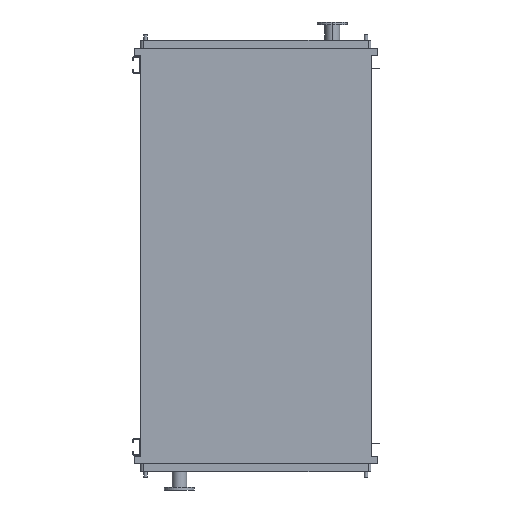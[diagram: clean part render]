
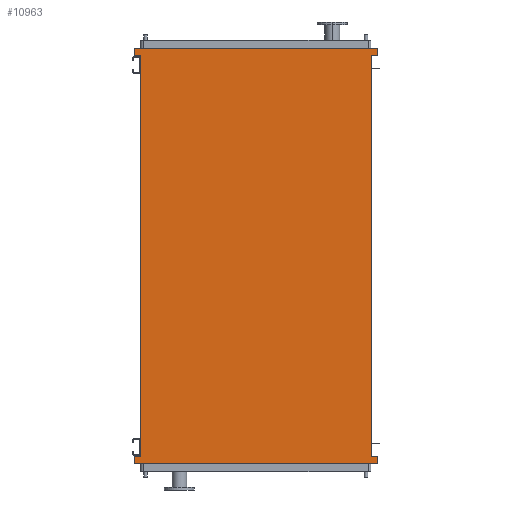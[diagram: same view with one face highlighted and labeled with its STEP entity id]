
A CAD part, front view. The second image highlights one B-rep face of the part: STEP entity #10963.
In plain terms, the highlighted planar face has unit normal (0, -1, 0).
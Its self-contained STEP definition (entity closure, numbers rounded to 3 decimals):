
#94 = CARTESIAN_POINT ( 'NONE',  ( 891., 0., 95. ) ) ;
#319 = DIRECTION ( 'NONE',  ( 0., 0., 1. ) ) ;
#334 = VECTOR ( 'NONE', #4283, 1000. ) ;
#423 = DIRECTION ( 'NONE',  ( 1., 0., 0. ) ) ;
#469 = CARTESIAN_POINT ( 'NONE',  ( 891., 0., -2893. ) ) ;
#482 = VECTOR ( 'NONE', #8309, 1000. ) ;
#632 = LINE ( 'NONE', #469, #9272 ) ;
#765 = EDGE_CURVE ( 'NONE', #3900, #4551, #632, .T. ) ;
#817 = VECTOR ( 'NONE', #319, 1000. ) ;
#964 = CARTESIAN_POINT ( 'NONE',  ( 845., 0., -2850. ) ) ;
#1186 = CARTESIAN_POINT ( 'NONE',  ( -891., 0., 95. ) ) ;
#1274 = LINE ( 'NONE', #2119, #5510 ) ;
#1358 = CARTESIAN_POINT ( 'NONE',  ( 891., 0., -2945. ) ) ;
#1414 = VERTEX_POINT ( 'NONE', #1807 ) ;
#1442 = CARTESIAN_POINT ( 'NONE',  ( -891., 0., -2945. ) ) ;
#1451 = LINE ( 'NONE', #4892, #482 ) ;
#1481 = CARTESIAN_POINT ( 'NONE',  ( 891., 0., 43. ) ) ;
#1750 = VECTOR ( 'NONE', #6766, 1000. ) ;
#1807 = CARTESIAN_POINT ( 'NONE',  ( 845., 0., -2893. ) ) ;
#1861 = EDGE_CURVE ( 'NONE', #8314, #9952, #9207, .T. ) ;
#1934 = DIRECTION ( 'NONE',  ( 0., 0., 1. ) ) ;
#2119 = CARTESIAN_POINT ( 'NONE',  ( 845., 0., -2893. ) ) ;
#2120 = ORIENTED_EDGE ( 'NONE', *, *, #1861, .F. ) ;
#2232 = DIRECTION ( 'NONE',  ( 0., 0., 1. ) ) ;
#2371 = LINE ( 'NONE', #9185, #7819 ) ;
#2404 = ORIENTED_EDGE ( 'NONE', *, *, #8492, .F. ) ;
#2634 = FACE_OUTER_BOUND ( 'NONE', #3988, .T. ) ;
#2713 = ORIENTED_EDGE ( 'NONE', *, *, #7391, .F. ) ;
#2835 = VECTOR ( 'NONE', #2232, 1000. ) ;
#3006 = EDGE_CURVE ( 'NONE', #1414, #4665, #5433, .T. ) ;
#3181 = CARTESIAN_POINT ( 'NONE',  ( 845., 0., 43. ) ) ;
#3417 = EDGE_CURVE ( 'NONE', #8700, #9732, #1451, .T. ) ;
#3634 = ORIENTED_EDGE ( 'NONE', *, *, #765, .F. ) ;
#3813 = ORIENTED_EDGE ( 'NONE', *, *, #5288, .F. ) ;
#3900 = VERTEX_POINT ( 'NONE', #10828 ) ;
#3988 = EDGE_LOOP ( 'NONE', ( #9089, #9761, #2120, #10661, #3813, #4386, #8428, #2404, #2713, #7607, #3634, #8713 ) ) ;
#4077 = VECTOR ( 'NONE', #1934, 1000. ) ;
#4106 = EDGE_CURVE ( 'NONE', #4551, #4639, #5805, .T. ) ;
#4283 = DIRECTION ( 'NONE',  ( 0., 0., 1. ) ) ;
#4386 = ORIENTED_EDGE ( 'NONE', *, *, #3417, .F. ) ;
#4494 = LINE ( 'NONE', #94, #10171 ) ;
#4551 = VERTEX_POINT ( 'NONE', #5069 ) ;
#4639 = VERTEX_POINT ( 'NONE', #9245 ) ;
#4665 = VERTEX_POINT ( 'NONE', #3181 ) ;
#4814 = DIRECTION ( 'NONE',  ( -1., 0., 0. ) ) ;
#4892 = CARTESIAN_POINT ( 'NONE',  ( -891., 0., 43. ) ) ;
#5069 = CARTESIAN_POINT ( 'NONE',  ( 891., 0., -2945. ) ) ;
#5252 = VERTEX_POINT ( 'NONE', #5964 ) ;
#5262 = CARTESIAN_POINT ( 'NONE',  ( -845., 0., -2893. ) ) ;
#5283 = LINE ( 'NONE', #8539, #334 ) ;
#5288 = EDGE_CURVE ( 'NONE', #9732, #7770, #5283, .T. ) ;
#5433 = LINE ( 'NONE', #964, #4077 ) ;
#5510 = VECTOR ( 'NONE', #423, 1000. ) ;
#5805 = LINE ( 'NONE', #1358, #1750 ) ;
#5836 = LINE ( 'NONE', #6005, #9068 ) ;
#5964 = CARTESIAN_POINT ( 'NONE',  ( -891., 0., -2893. ) ) ;
#6005 = CARTESIAN_POINT ( 'NONE',  ( -891., 0., -2893. ) ) ;
#6177 = VERTEX_POINT ( 'NONE', #5262 ) ;
#6445 = EDGE_CURVE ( 'NONE', #9952, #4665, #2371, .T. ) ;
#6453 = LINE ( 'NONE', #1442, #817 ) ;
#6691 = CARTESIAN_POINT ( 'NONE',  ( -845., 0., -2850. ) ) ;
#6766 = DIRECTION ( 'NONE',  ( -1., 0., 0. ) ) ;
#7019 = DIRECTION ( 'NONE',  ( 1., 0., 0. ) ) ;
#7283 = CARTESIAN_POINT ( 'NONE',  ( -845., 0., 43. ) ) ;
#7391 = EDGE_CURVE ( 'NONE', #4639, #5252, #6453, .T. ) ;
#7480 = CARTESIAN_POINT ( 'NONE',  ( 891., 0., 95. ) ) ;
#7607 = ORIENTED_EDGE ( 'NONE', *, *, #4106, .F. ) ;
#7658 = VECTOR ( 'NONE', #9426, 1000. ) ;
#7758 = DIRECTION ( 'NONE',  ( 0., 0., -1. ) ) ;
#7770 = VERTEX_POINT ( 'NONE', #1186 ) ;
#7819 = VECTOR ( 'NONE', #4814, 1000. ) ;
#8287 = DIRECTION ( 'NONE',  ( 0., 0., -1. ) ) ;
#8309 = DIRECTION ( 'NONE',  ( -1., 0., 0. ) ) ;
#8314 = VERTEX_POINT ( 'NONE', #7480 ) ;
#8422 = CARTESIAN_POINT ( 'NONE',  ( 891., 0., 43. ) ) ;
#8428 = ORIENTED_EDGE ( 'NONE', *, *, #10818, .F. ) ;
#8492 = EDGE_CURVE ( 'NONE', #5252, #6177, #5836, .T. ) ;
#8539 = CARTESIAN_POINT ( 'NONE',  ( -891., 0., 95. ) ) ;
#8700 = VERTEX_POINT ( 'NONE', #7283 ) ;
#8713 = ORIENTED_EDGE ( 'NONE', *, *, #9512, .F. ) ;
#9044 = LINE ( 'NONE', #10676, #2835 ) ;
#9068 = VECTOR ( 'NONE', #9332, 1000. ) ;
#9089 = ORIENTED_EDGE ( 'NONE', *, *, #3006, .T. ) ;
#9095 = CARTESIAN_POINT ( 'NONE',  ( -891., 0., 43. ) ) ;
#9185 = CARTESIAN_POINT ( 'NONE',  ( 845., 0., 43. ) ) ;
#9207 = LINE ( 'NONE', #8422, #7658 ) ;
#9245 = CARTESIAN_POINT ( 'NONE',  ( -891., 0., -2945. ) ) ;
#9272 = VECTOR ( 'NONE', #8287, 1000. ) ;
#9332 = DIRECTION ( 'NONE',  ( 1., 0., 0. ) ) ;
#9389 = EDGE_CURVE ( 'NONE', #7770, #8314, #4494, .T. ) ;
#9426 = DIRECTION ( 'NONE',  ( 0., 0., -1. ) ) ;
#9439 = PLANE ( 'NONE',  #10918 ) ;
#9512 = EDGE_CURVE ( 'NONE', #1414, #3900, #1274, .T. ) ;
#9732 = VERTEX_POINT ( 'NONE', #9095 ) ;
#9761 = ORIENTED_EDGE ( 'NONE', *, *, #6445, .F. ) ;
#9952 = VERTEX_POINT ( 'NONE', #1481 ) ;
#10120 = DIRECTION ( 'NONE',  ( 0., -1., 0. ) ) ;
#10171 = VECTOR ( 'NONE', #7019, 1000. ) ;
#10661 = ORIENTED_EDGE ( 'NONE', *, *, #9389, .F. ) ;
#10676 = CARTESIAN_POINT ( 'NONE',  ( -845., 0., -2850. ) ) ;
#10818 = EDGE_CURVE ( 'NONE', #6177, #8700, #9044, .T. ) ;
#10828 = CARTESIAN_POINT ( 'NONE',  ( 891., 0., -2893. ) ) ;
#10918 = AXIS2_PLACEMENT_3D ( 'NONE', #6691, #10120, #7758 ) ;
#10963 = ADVANCED_FACE ( 'NONE', ( #2634 ), #9439, .T. ) ;
